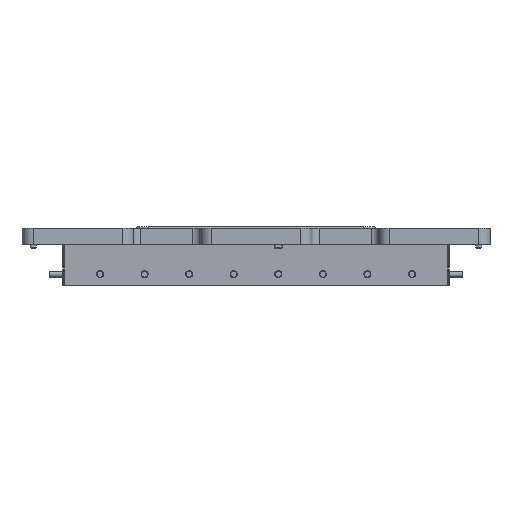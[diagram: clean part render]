
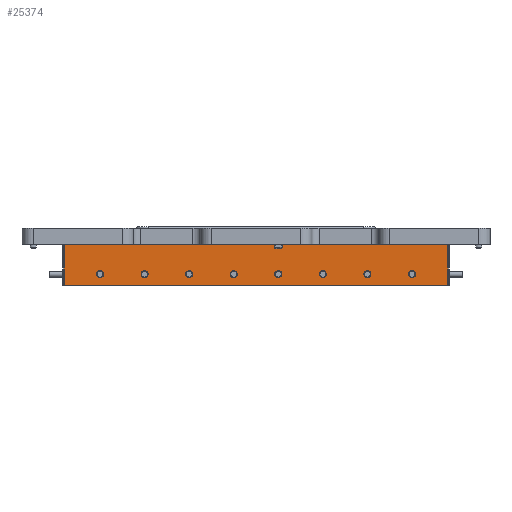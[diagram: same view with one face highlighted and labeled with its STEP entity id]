
A CAD part, front view. The second image highlights one B-rep face of the part: STEP entity #25374.
In plain terms, the highlighted planar face has unit normal (0, -1, 0).
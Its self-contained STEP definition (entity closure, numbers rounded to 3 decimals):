
#24244=CARTESIAN_POINT('Line Origine',(0.,-185.,0.)) ;
#24248=CARTESIAN_POINT('Vertex',(-258.,-185.,0.)) ;
#24250=CARTESIAN_POINT('Vertex',(258.,-185.,0.)) ;
#25200=CARTESIAN_POINT('Axis2P3D Location',(-260.,-185.,0.)) ;
#25205=CARTESIAN_POINT('Line Origine',(-258.,-185.,-27.5)) ;
#25209=CARTESIAN_POINT('Vertex',(-258.,-185.,-55.)) ;
#25212=CARTESIAN_POINT('Line Origine',(0.,-185.,-55.)) ;
#25216=CARTESIAN_POINT('Vertex',(258.,-185.,-55.)) ;
#25219=CARTESIAN_POINT('Line Origine',(258.,-185.,-27.5)) ;
#25230=CARTESIAN_POINT('Axis2P3D Location',(-150.,-185.,-40.)) ;
#25234=CARTESIAN_POINT('Vertex',(-154.169,-185.,-42.277)) ;
#25236=CARTESIAN_POINT('Vertex',(-145.831,-185.,-37.723)) ;
#25239=CARTESIAN_POINT('Axis2P3D Location',(-150.,-185.,-40.)) ;
#25248=CARTESIAN_POINT('Axis2P3D Location',(-210.,-185.,-40.)) ;
#25252=CARTESIAN_POINT('Vertex',(-214.169,-185.,-42.277)) ;
#25254=CARTESIAN_POINT('Vertex',(-205.831,-185.,-37.723)) ;
#25257=CARTESIAN_POINT('Axis2P3D Location',(-210.,-185.,-40.)) ;
#25266=CARTESIAN_POINT('Axis2P3D Location',(-90.,-185.,-40.)) ;
#25270=CARTESIAN_POINT('Vertex',(-94.169,-185.,-42.277)) ;
#25272=CARTESIAN_POINT('Vertex',(-85.831,-185.,-37.723)) ;
#25275=CARTESIAN_POINT('Axis2P3D Location',(-90.,-185.,-40.)) ;
#25284=CARTESIAN_POINT('Axis2P3D Location',(-30.,-185.,-40.)) ;
#25288=CARTESIAN_POINT('Vertex',(-34.169,-185.,-42.277)) ;
#25290=CARTESIAN_POINT('Vertex',(-25.831,-185.,-37.723)) ;
#25293=CARTESIAN_POINT('Axis2P3D Location',(-30.,-185.,-40.)) ;
#25302=CARTESIAN_POINT('Axis2P3D Location',(30.,-185.,-40.)) ;
#25306=CARTESIAN_POINT('Vertex',(25.831,-185.,-42.277)) ;
#25308=CARTESIAN_POINT('Vertex',(34.169,-185.,-37.723)) ;
#25311=CARTESIAN_POINT('Axis2P3D Location',(30.,-185.,-40.)) ;
#25320=CARTESIAN_POINT('Axis2P3D Location',(90.,-185.,-40.)) ;
#25324=CARTESIAN_POINT('Vertex',(85.831,-185.,-42.277)) ;
#25326=CARTESIAN_POINT('Vertex',(94.169,-185.,-37.723)) ;
#25329=CARTESIAN_POINT('Axis2P3D Location',(90.,-185.,-40.)) ;
#25338=CARTESIAN_POINT('Axis2P3D Location',(150.,-185.,-40.)) ;
#25342=CARTESIAN_POINT('Vertex',(145.831,-185.,-42.277)) ;
#25344=CARTESIAN_POINT('Vertex',(154.169,-185.,-37.723)) ;
#25347=CARTESIAN_POINT('Axis2P3D Location',(150.,-185.,-40.)) ;
#25356=CARTESIAN_POINT('Axis2P3D Location',(210.,-185.,-40.)) ;
#25360=CARTESIAN_POINT('Vertex',(205.831,-185.,-42.277)) ;
#25362=CARTESIAN_POINT('Vertex',(214.169,-185.,-37.723)) ;
#25365=CARTESIAN_POINT('Axis2P3D Location',(210.,-185.,-40.)) ;
#24245=DIRECTION('Vector Direction',(1.,0.,0.)) ;
#25201=DIRECTION('Axis2P3D Direction',(0.,-1.,0.)) ;
#25202=DIRECTION('Axis2P3D XDirection',(0.,-0.,-1.)) ;
#25206=DIRECTION('Vector Direction',(0.,0.,1.)) ;
#25213=DIRECTION('Vector Direction',(1.,0.,0.)) ;
#25220=DIRECTION('Vector Direction',(0.,0.,1.)) ;
#25231=DIRECTION('Axis2P3D Direction',(0.,-1.,0.)) ;
#25240=DIRECTION('Axis2P3D Direction',(0.,-1.,0.)) ;
#25249=DIRECTION('Axis2P3D Direction',(0.,-1.,0.)) ;
#25258=DIRECTION('Axis2P3D Direction',(0.,-1.,0.)) ;
#25267=DIRECTION('Axis2P3D Direction',(0.,-1.,0.)) ;
#25276=DIRECTION('Axis2P3D Direction',(0.,-1.,0.)) ;
#25285=DIRECTION('Axis2P3D Direction',(0.,-1.,0.)) ;
#25294=DIRECTION('Axis2P3D Direction',(0.,-1.,0.)) ;
#25303=DIRECTION('Axis2P3D Direction',(0.,-1.,0.)) ;
#25312=DIRECTION('Axis2P3D Direction',(0.,-1.,0.)) ;
#25321=DIRECTION('Axis2P3D Direction',(0.,-1.,0.)) ;
#25330=DIRECTION('Axis2P3D Direction',(0.,-1.,0.)) ;
#25339=DIRECTION('Axis2P3D Direction',(0.,-1.,0.)) ;
#25348=DIRECTION('Axis2P3D Direction',(0.,-1.,0.)) ;
#25357=DIRECTION('Axis2P3D Direction',(0.,-1.,0.)) ;
#25366=DIRECTION('Axis2P3D Direction',(0.,-1.,0.)) ;
#25203=AXIS2_PLACEMENT_3D('Plane Axis2P3D',#25200,#25201,#25202) ;
#25232=AXIS2_PLACEMENT_3D('Circle Axis2P3D',#25230,#25231,$) ;
#25241=AXIS2_PLACEMENT_3D('Circle Axis2P3D',#25239,#25240,$) ;
#25250=AXIS2_PLACEMENT_3D('Circle Axis2P3D',#25248,#25249,$) ;
#25259=AXIS2_PLACEMENT_3D('Circle Axis2P3D',#25257,#25258,$) ;
#25268=AXIS2_PLACEMENT_3D('Circle Axis2P3D',#25266,#25267,$) ;
#25277=AXIS2_PLACEMENT_3D('Circle Axis2P3D',#25275,#25276,$) ;
#25286=AXIS2_PLACEMENT_3D('Circle Axis2P3D',#25284,#25285,$) ;
#25295=AXIS2_PLACEMENT_3D('Circle Axis2P3D',#25293,#25294,$) ;
#25304=AXIS2_PLACEMENT_3D('Circle Axis2P3D',#25302,#25303,$) ;
#25313=AXIS2_PLACEMENT_3D('Circle Axis2P3D',#25311,#25312,$) ;
#25322=AXIS2_PLACEMENT_3D('Circle Axis2P3D',#25320,#25321,$) ;
#25331=AXIS2_PLACEMENT_3D('Circle Axis2P3D',#25329,#25330,$) ;
#25340=AXIS2_PLACEMENT_3D('Circle Axis2P3D',#25338,#25339,$) ;
#25349=AXIS2_PLACEMENT_3D('Circle Axis2P3D',#25347,#25348,$) ;
#25358=AXIS2_PLACEMENT_3D('Circle Axis2P3D',#25356,#25357,$) ;
#25367=AXIS2_PLACEMENT_3D('Circle Axis2P3D',#25365,#25366,$) ;
#25225=ORIENTED_EDGE('',*,*,#25211,.F.) ;
#25226=ORIENTED_EDGE('',*,*,#25218,.T.) ;
#25227=ORIENTED_EDGE('',*,*,#25223,.T.) ;
#25228=ORIENTED_EDGE('',*,*,#24252,.F.) ;
#25245=ORIENTED_EDGE('',*,*,#25238,.F.) ;
#25246=ORIENTED_EDGE('',*,*,#25243,.F.) ;
#25263=ORIENTED_EDGE('',*,*,#25256,.F.) ;
#25264=ORIENTED_EDGE('',*,*,#25261,.F.) ;
#25281=ORIENTED_EDGE('',*,*,#25274,.F.) ;
#25282=ORIENTED_EDGE('',*,*,#25279,.F.) ;
#25299=ORIENTED_EDGE('',*,*,#25292,.F.) ;
#25300=ORIENTED_EDGE('',*,*,#25297,.F.) ;
#25317=ORIENTED_EDGE('',*,*,#25310,.F.) ;
#25318=ORIENTED_EDGE('',*,*,#25315,.F.) ;
#25335=ORIENTED_EDGE('',*,*,#25328,.F.) ;
#25336=ORIENTED_EDGE('',*,*,#25333,.F.) ;
#25353=ORIENTED_EDGE('',*,*,#25346,.F.) ;
#25354=ORIENTED_EDGE('',*,*,#25351,.F.) ;
#25371=ORIENTED_EDGE('',*,*,#25364,.F.) ;
#25372=ORIENTED_EDGE('',*,*,#25369,.F.) ;
#25247=FACE_BOUND('',#25244,.T.) ;
#25265=FACE_BOUND('',#25262,.T.) ;
#25283=FACE_BOUND('',#25280,.T.) ;
#25301=FACE_BOUND('',#25298,.T.) ;
#25319=FACE_BOUND('',#25316,.T.) ;
#25337=FACE_BOUND('',#25334,.T.) ;
#25355=FACE_BOUND('',#25352,.T.) ;
#25373=FACE_BOUND('',#25370,.T.) ;
#24246=VECTOR('Line Direction',#24245,1.) ;
#25207=VECTOR('Line Direction',#25206,1.) ;
#25214=VECTOR('Line Direction',#25213,1.) ;
#25221=VECTOR('Line Direction',#25220,1.) ;
#25374=ADVANCED_FACE('AEGT017.1.1.1\\\X2\96F64EF651E04F554F53\X0\',(#25229,#25247,#25265,#25283,#25301,#25319,#25337,#25355,#25373),#25204,.T.) ;
#25233=CIRCLE('generated circle',#25232,4.75) ;
#25242=CIRCLE('generated circle',#25241,4.75) ;
#25251=CIRCLE('generated circle',#25250,4.75) ;
#25260=CIRCLE('generated circle',#25259,4.75) ;
#25269=CIRCLE('generated circle',#25268,4.75) ;
#25278=CIRCLE('generated circle',#25277,4.75) ;
#25287=CIRCLE('generated circle',#25286,4.75) ;
#25296=CIRCLE('generated circle',#25295,4.75) ;
#25305=CIRCLE('generated circle',#25304,4.75) ;
#25314=CIRCLE('generated circle',#25313,4.75) ;
#25323=CIRCLE('generated circle',#25322,4.75) ;
#25332=CIRCLE('generated circle',#25331,4.75) ;
#25341=CIRCLE('generated circle',#25340,4.75) ;
#25350=CIRCLE('generated circle',#25349,4.75) ;
#25359=CIRCLE('generated circle',#25358,4.75) ;
#25368=CIRCLE('generated circle',#25367,4.75) ;
#24252=EDGE_CURVE('',#24249,#24251,#24247,.T.) ;
#25211=EDGE_CURVE('',#25210,#24249,#25208,.T.) ;
#25218=EDGE_CURVE('',#25210,#25217,#25215,.T.) ;
#25223=EDGE_CURVE('',#25217,#24251,#25222,.T.) ;
#25238=EDGE_CURVE('',#25235,#25237,#25233,.T.) ;
#25243=EDGE_CURVE('',#25237,#25235,#25242,.T.) ;
#25256=EDGE_CURVE('',#25253,#25255,#25251,.T.) ;
#25261=EDGE_CURVE('',#25255,#25253,#25260,.T.) ;
#25274=EDGE_CURVE('',#25271,#25273,#25269,.T.) ;
#25279=EDGE_CURVE('',#25273,#25271,#25278,.T.) ;
#25292=EDGE_CURVE('',#25289,#25291,#25287,.T.) ;
#25297=EDGE_CURVE('',#25291,#25289,#25296,.T.) ;
#25310=EDGE_CURVE('',#25307,#25309,#25305,.T.) ;
#25315=EDGE_CURVE('',#25309,#25307,#25314,.T.) ;
#25328=EDGE_CURVE('',#25325,#25327,#25323,.T.) ;
#25333=EDGE_CURVE('',#25327,#25325,#25332,.T.) ;
#25346=EDGE_CURVE('',#25343,#25345,#25341,.T.) ;
#25351=EDGE_CURVE('',#25345,#25343,#25350,.T.) ;
#25364=EDGE_CURVE('',#25361,#25363,#25359,.T.) ;
#25369=EDGE_CURVE('',#25363,#25361,#25368,.T.) ;
#25224=EDGE_LOOP('',(#25225,#25226,#25227,#25228)) ;
#25244=EDGE_LOOP('',(#25245,#25246)) ;
#25262=EDGE_LOOP('',(#25263,#25264)) ;
#25280=EDGE_LOOP('',(#25281,#25282)) ;
#25298=EDGE_LOOP('',(#25299,#25300)) ;
#25316=EDGE_LOOP('',(#25317,#25318)) ;
#25334=EDGE_LOOP('',(#25335,#25336)) ;
#25352=EDGE_LOOP('',(#25353,#25354)) ;
#25370=EDGE_LOOP('',(#25371,#25372)) ;
#25229=FACE_OUTER_BOUND('',#25224,.T.) ;
#24247=LINE('Line',#24244,#24246) ;
#25208=LINE('Line',#25205,#25207) ;
#25215=LINE('Line',#25212,#25214) ;
#25222=LINE('Line',#25219,#25221) ;
#25204=PLANE('',#25203) ;
#24249=VERTEX_POINT('',#24248) ;
#24251=VERTEX_POINT('',#24250) ;
#25210=VERTEX_POINT('',#25209) ;
#25217=VERTEX_POINT('',#25216) ;
#25235=VERTEX_POINT('',#25234) ;
#25237=VERTEX_POINT('',#25236) ;
#25253=VERTEX_POINT('',#25252) ;
#25255=VERTEX_POINT('',#25254) ;
#25271=VERTEX_POINT('',#25270) ;
#25273=VERTEX_POINT('',#25272) ;
#25289=VERTEX_POINT('',#25288) ;
#25291=VERTEX_POINT('',#25290) ;
#25307=VERTEX_POINT('',#25306) ;
#25309=VERTEX_POINT('',#25308) ;
#25325=VERTEX_POINT('',#25324) ;
#25327=VERTEX_POINT('',#25326) ;
#25343=VERTEX_POINT('',#25342) ;
#25345=VERTEX_POINT('',#25344) ;
#25361=VERTEX_POINT('',#25360) ;
#25363=VERTEX_POINT('',#25362) ;
